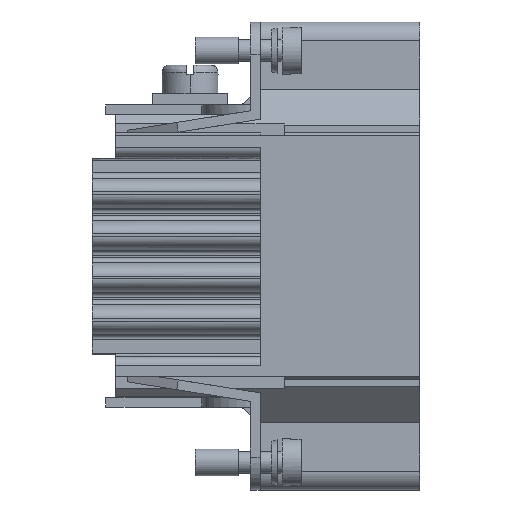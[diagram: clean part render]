
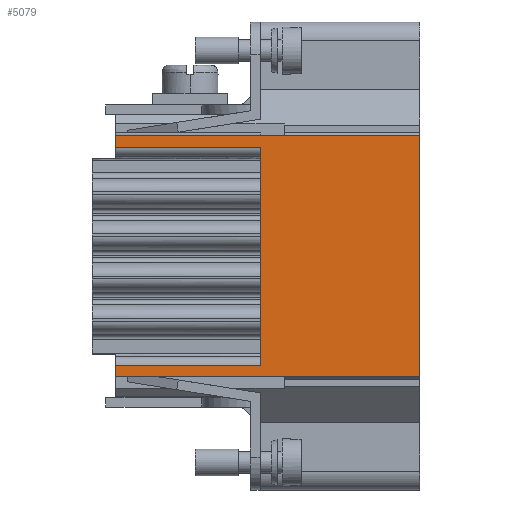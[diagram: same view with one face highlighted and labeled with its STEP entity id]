
A CAD part, left-side view. The second image highlights one B-rep face of the part: STEP entity #5079.
In plain terms, the highlighted planar face has unit normal (-1, 0, 0).
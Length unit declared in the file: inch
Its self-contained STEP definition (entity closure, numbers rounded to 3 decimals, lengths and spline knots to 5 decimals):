
#121 = VERTEX_POINT ( 'NONE', #17322 ) ;
#155 = CARTESIAN_POINT ( 'NONE',  ( 0.59546, 0.61024, -1.71277 ) ) ;
#469 = EDGE_CURVE ( 'NONE', #2533, #12736, #17204, .T. ) ;
#656 = CARTESIAN_POINT ( 'NONE',  ( 0.59546, 0., -0.79245 ) ) ;
#686 = DIRECTION ( 'NONE',  ( 0., 1., 0. ) ) ;
#1129 = CARTESIAN_POINT ( 'NONE',  ( 0.59546, -0.66929, -0.74371 ) ) ;
#1257 = DIRECTION ( 'NONE',  ( 0., -1., 0. ) ) ;
#1366 = EDGE_LOOP ( 'NONE', ( #3004, #13283, #10014, #11714, #4559, #2871, #10117, #20199, #19363 ) ) ;
#1380 = LINE ( 'NONE', #9275, #18663 ) ;
#1437 = DIRECTION ( 'NONE',  ( 0., 0., -1. ) ) ;
#2043 = VECTOR ( 'NONE', #16572, 39.37008 ) ;
#2296 = LINE ( 'NONE', #11528, #14881 ) ;
#2337 = CARTESIAN_POINT ( 'NONE',  ( 0.59546, -0.66929, -0.79245 ) ) ;
#2382 = EDGE_CURVE ( 'NONE', #3484, #12736, #2296, .T. ) ;
#2533 = VERTEX_POINT ( 'NONE', #656 ) ;
#2871 = ORIENTED_EDGE ( 'NONE', *, *, #469, .F. ) ;
#3004 = ORIENTED_EDGE ( 'NONE', *, *, #15427, .F. ) ;
#3058 = LINE ( 'NONE', #15134, #8258 ) ;
#3237 = CARTESIAN_POINT ( 'NONE',  ( 0.59546, -0.66929, -0.74371 ) ) ;
#3484 = VERTEX_POINT ( 'NONE', #13556 ) ;
#3494 = VERTEX_POINT ( 'NONE', #12108 ) ;
#3691 = DIRECTION ( 'NONE',  ( 0., 0., -1. ) ) ;
#4559 = ORIENTED_EDGE ( 'NONE', *, *, #2382, .T. ) ;
#4627 = CARTESIAN_POINT ( 'NONE',  ( 0.59546, 0., -1.71277 ) ) ;
#5079 = ADVANCED_FACE ( 'NONE', ( #18658 ), #19933, .F. ) ;
#5173 = VERTEX_POINT ( 'NONE', #4627 ) ;
#5292 = LINE ( 'NONE', #5564, #2043 ) ;
#5564 = CARTESIAN_POINT ( 'NONE',  ( 0.59546, -0.66929, -1.71277 ) ) ;
#5586 = CARTESIAN_POINT ( 'NONE',  ( 0.59546, 0.61024, -1.75749 ) ) ;
#6129 = VECTOR ( 'NONE', #15424, 39.37008 ) ;
#7432 = CARTESIAN_POINT ( 'NONE',  ( 0.59546, -0.66929, -0.74371 ) ) ;
#7687 = CARTESIAN_POINT ( 'NONE',  ( 0.59546, -0.66929, -0.74371 ) ) ;
#8084 = EDGE_CURVE ( 'NONE', #3494, #18610, #15493, .T. ) ;
#8258 = VECTOR ( 'NONE', #10482, 39.37008 ) ;
#9073 = LINE ( 'NONE', #15581, #11511 ) ;
#9275 = CARTESIAN_POINT ( 'NONE',  ( 0.59546, -0.66929, -1.75749 ) ) ;
#10014 = ORIENTED_EDGE ( 'NONE', *, *, #8084, .F. ) ;
#10117 = ORIENTED_EDGE ( 'NONE', *, *, #17496, .F. ) ;
#10135 = DIRECTION ( 'NONE',  ( 0., 0., 1. ) ) ;
#10482 = DIRECTION ( 'NONE',  ( 0., 0., 1. ) ) ;
#10491 = DIRECTION ( 'NONE',  ( 0., 0., -1. ) ) ;
#11511 = VECTOR ( 'NONE', #1437, 39.37008 ) ;
#11518 = AXIS2_PLACEMENT_3D ( 'NONE', #7432, #18400, #10491 ) ;
#11528 = CARTESIAN_POINT ( 'NONE',  ( 0.59546, 0.61024, -0.64793 ) ) ;
#11710 = CARTESIAN_POINT ( 'NONE',  ( 0.59546, 0., -0.74371 ) ) ;
#11714 = ORIENTED_EDGE ( 'NONE', *, *, #14401, .F. ) ;
#12108 = CARTESIAN_POINT ( 'NONE',  ( 0.59546, 0., -0.74371 ) ) ;
#12736 = VERTEX_POINT ( 'NONE', #13453 ) ;
#13283 = ORIENTED_EDGE ( 'NONE', *, *, #19703, .F. ) ;
#13453 = CARTESIAN_POINT ( 'NONE',  ( 0.59546, 0.61024, -0.79245 ) ) ;
#13470 = LINE ( 'NONE', #1129, #18131 ) ;
#13556 = CARTESIAN_POINT ( 'NONE',  ( 0.59546, 0.61024, -0.74371 ) ) ;
#14380 = VECTOR ( 'NONE', #10135, 39.37008 ) ;
#14401 = EDGE_CURVE ( 'NONE', #3484, #3494, #13470, .T. ) ;
#14881 = VECTOR ( 'NONE', #3691, 39.37008 ) ;
#15134 = CARTESIAN_POINT ( 'NONE',  ( 0.59546, 0.61024, -1.84816 ) ) ;
#15424 = DIRECTION ( 'NONE',  ( 0., -1., 0. ) ) ;
#15427 = EDGE_CURVE ( 'NONE', #121, #18854, #1380, .T. ) ;
#15493 = LINE ( 'NONE', #7687, #6129 ) ;
#15581 = CARTESIAN_POINT ( 'NONE',  ( 0.59546, -0.66929, -0.74371 ) ) ;
#16421 = EDGE_CURVE ( 'NONE', #18854, #16669, #3058, .T. ) ;
#16572 = DIRECTION ( 'NONE',  ( 0., -1., 0. ) ) ;
#16669 = VERTEX_POINT ( 'NONE', #155 ) ;
#17040 = EDGE_CURVE ( 'NONE', #16669, #5173, #5292, .T. ) ;
#17204 = LINE ( 'NONE', #2337, #17934 ) ;
#17322 = CARTESIAN_POINT ( 'NONE',  ( 0.59546, -0.66929, -1.75749 ) ) ;
#17496 = EDGE_CURVE ( 'NONE', #5173, #2533, #18569, .T. ) ;
#17934 = VECTOR ( 'NONE', #686, 39.37008 ) ;
#18131 = VECTOR ( 'NONE', #1257, 39.37008 ) ;
#18400 = DIRECTION ( 'NONE',  ( 1., 0., 0. ) ) ;
#18569 = LINE ( 'NONE', #11710, #14380 ) ;
#18610 = VERTEX_POINT ( 'NONE', #3237 ) ;
#18658 = FACE_OUTER_BOUND ( 'NONE', #1366, .T. ) ;
#18663 = VECTOR ( 'NONE', #18756, 39.37008 ) ;
#18756 = DIRECTION ( 'NONE',  ( 0., 1., 0. ) ) ;
#18854 = VERTEX_POINT ( 'NONE', #5586 ) ;
#19363 = ORIENTED_EDGE ( 'NONE', *, *, #16421, .F. ) ;
#19703 = EDGE_CURVE ( 'NONE', #18610, #121, #9073, .T. ) ;
#19933 = PLANE ( 'NONE',  #11518 ) ;
#20199 = ORIENTED_EDGE ( 'NONE', *, *, #17040, .F. ) ;
